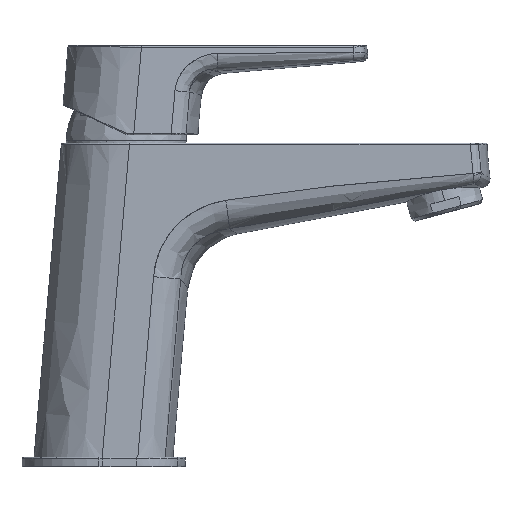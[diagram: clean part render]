
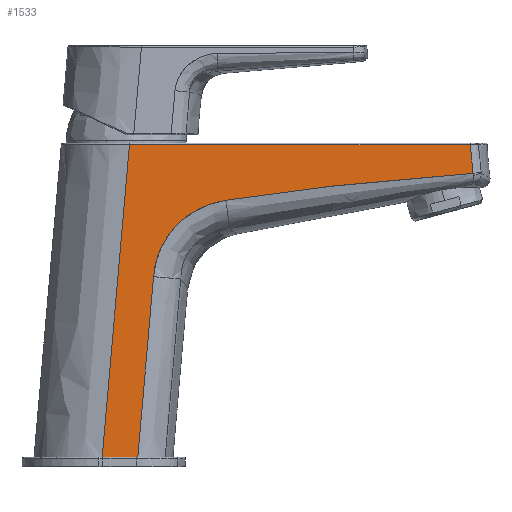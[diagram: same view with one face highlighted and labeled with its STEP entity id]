
A CAD part, left-side view. The second image highlights one B-rep face of the part: STEP entity #1533.
In plain terms, the highlighted planar face has unit normal (-0.999, -0.05, -0.004).
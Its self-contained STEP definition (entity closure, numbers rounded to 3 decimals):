
#1533=ADVANCED_FACE('',(#4729),#55855,.T.);
#4729=FACE_OUTER_BOUND('',#7930,.T.);
#7930=EDGE_LOOP('',(#12862,#12863,#12864,#12865,#12866,#12867,#12868));
#12862=ORIENTED_EDGE('',*,*,#31083,.F.);
#12863=ORIENTED_EDGE('',*,*,#30756,.F.);
#12864=ORIENTED_EDGE('',*,*,#31024,.F.);
#12865=ORIENTED_EDGE('',*,*,#31054,.T.);
#12866=ORIENTED_EDGE('',*,*,#31033,.F.);
#12867=ORIENTED_EDGE('',*,*,#31081,.T.);
#12868=ORIENTED_EDGE('',*,*,#31082,.T.);
#30756=EDGE_CURVE('',#49766,#49765,#40264,.T.);
#31024=EDGE_CURVE('',#49948,#49766,#40532,.T.);
#31033=EDGE_CURVE('',#49954,#49953,#40541,.T.);
#31054=EDGE_CURVE('',#49948,#49953,#40562,.T.);
#31081=EDGE_CURVE('',#49954,#49890,#40589,.T.);
#31082=EDGE_CURVE('',#49890,#49891,#40590,.T.);
#31083=EDGE_CURVE('',#49765,#49891,#40591,.T.);
#40264=B_SPLINE_CURVE_WITH_KNOTS('',3,(#84047,#84048,#84049,#84050,#84051,
#84052,#84053,#84054,#84055,#84056),.UNSPECIFIED.,.F.,.F.,(4,1,1,1,1,1,
1,4),(1.009,1.152,1.294,1.437,
1.58,1.723,1.866,2.009),
 .UNSPECIFIED.);
#40532=B_SPLINE_CURVE_WITH_KNOTS('',3,(#86691,#86692,#86693,#86694,#86695,
#86696,#86697,#86698,#86699,#86700),.UNSPECIFIED.,.F.,.F.,(4,1,1,1,1,1,
1,4),(2.,2.122,2.27,2.417,2.564,
2.711,2.859,3.),.UNSPECIFIED.);
#40541=B_SPLINE_CURVE_WITH_KNOTS('',3,(#86778,#86779,#86780,#86781,#86782,
#86783,#86784,#86785,#86786,#86787),.UNSPECIFIED.,.F.,.F.,(4,1,1,1,1,1,
1,4),(2.347,2.491,2.635,2.778,
2.922,3.066,3.209,3.347),
 .UNSPECIFIED.);
#40562=B_SPLINE_CURVE_WITH_KNOTS('',3,(#86976,#86977,#86978,#86979),
 .UNSPECIFIED.,.F.,.F.,(4,4),(2.012,3.012),
 .UNSPECIFIED.);
#40589=B_SPLINE_CURVE_WITH_KNOTS('',3,(#87419,#87420,#87421,#87422,#87423,
#87424,#87425,#87426,#87427,#87428,#87429,#87430,#87431,#87432,#87433,#87434,
#87435,#87436,#87437,#87438,#87439,#87440,#87441,#87442,#87443,#87444,#87445,
#87446),.UNSPECIFIED.,.F.,.F.,(4,2,2,2,2,2,2,2,2,2,2,2,2,4),(4.011,
4.015,4.033,4.067,4.137,4.231,
4.326,4.373,4.42,4.512,4.571,
4.629,4.637,4.638),.UNSPECIFIED.);
#40590=B_SPLINE_CURVE_WITH_KNOTS('',3,(#87447,#87448,#87449,#87450,#87451,
#87452,#87453,#87454,#87455,#87456,#87457,#87458,#87459,#87460,#87461,#87462,
#87463,#87464,#87465,#87466,#87467,#87468),.UNSPECIFIED.,.F.,.F.,(4,2,2,
2,2,2,2,2,2,2,4),(4.638,4.652,4.685,4.753,
4.888,5.263,5.45,5.637,5.731,
5.825,6.012),.UNSPECIFIED.);
#40591=B_SPLINE_CURVE_WITH_KNOTS('',3,(#87469,#87470,#87471,#87472,#87473,
#87474,#87475,#87476,#87477,#87478),.UNSPECIFIED.,.F.,.F.,(4,1,1,1,1,1,
1,4),(0.052,0.053,0.055,0.056,
0.057,0.059,0.06,0.061),
 .UNSPECIFIED.);
#49765=VERTEX_POINT('',#82784);
#49766=VERTEX_POINT('',#82785);
#49890=VERTEX_POINT('',#82909);
#49891=VERTEX_POINT('',#82910);
#49948=VERTEX_POINT('',#82967);
#49953=VERTEX_POINT('',#82972);
#49954=VERTEX_POINT('',#82973);
#55855=PLANE('',#59079);
#59079=AXIS2_PLACEMENT_3D('',#71957,#61768,$);
#61768=DIRECTION('',(-0.999,-0.05,-0.004));
#71957=CARTESIAN_POINT('',(-20.952,-0.997,2.333));
#82784=CARTESIAN_POINT('',(-15.418,-120.576,104.498));
#82785=CARTESIAN_POINT('',(-20.952,-9.936,104.498));
#82909=CARTESIAN_POINT('',(-19.311,-41.16,86.443));
#82910=CARTESIAN_POINT('',(-15.331,-121.497,95.208));
#82967=CARTESIAN_POINT('',(-20.952,-1.056,3.));
#82972=CARTESIAN_POINT('',(-20.374,-12.616,3.));
#82973=CARTESIAN_POINT('',(-20.374,-17.745,61.627));
#84047=CARTESIAN_POINT('',(-20.952,-9.936,104.498));
#84048=CARTESIAN_POINT('',(-20.689,-15.204,104.498));
#84049=CARTESIAN_POINT('',(-20.161,-25.741,104.498));
#84050=CARTESIAN_POINT('',(-19.371,-41.547,104.498));
#84051=CARTESIAN_POINT('',(-18.58,-57.353,104.498));
#84052=CARTESIAN_POINT('',(-17.79,-73.159,104.498));
#84053=CARTESIAN_POINT('',(-16.999,-88.964,104.498));
#84054=CARTESIAN_POINT('',(-16.209,-104.77,104.498));
#84055=CARTESIAN_POINT('',(-15.682,-115.307,104.498));
#84056=CARTESIAN_POINT('',(-15.418,-120.576,104.498));
#86691=CARTESIAN_POINT('',(-20.952,-1.056,3.));
#86692=CARTESIAN_POINT('',(-20.952,-1.418,7.136));
#86693=CARTESIAN_POINT('',(-20.952,-2.215,16.257));
#86694=CARTESIAN_POINT('',(-20.952,-3.449,30.361));
#86695=CARTESIAN_POINT('',(-20.952,-4.758,45.312));
#86696=CARTESIAN_POINT('',(-20.952,-6.066,60.264));
#86697=CARTESIAN_POINT('',(-20.952,-7.374,75.215));
#86698=CARTESIAN_POINT('',(-20.952,-8.664,89.96));
#86699=CARTESIAN_POINT('',(-20.952,-9.518,99.721));
#86700=CARTESIAN_POINT('',(-20.952,-9.936,104.498));
#86778=CARTESIAN_POINT('',(-20.374,-17.745,61.627));
#86779=CARTESIAN_POINT('',(-20.374,-17.499,58.818));
#86780=CARTESIAN_POINT('',(-20.374,-17.008,53.201));
#86781=CARTESIAN_POINT('',(-20.374,-16.271,44.776));
#86782=CARTESIAN_POINT('',(-20.374,-15.534,36.35));
#86783=CARTESIAN_POINT('',(-20.374,-14.797,27.925));
#86784=CARTESIAN_POINT('',(-20.374,-14.06,19.499));
#86785=CARTESIAN_POINT('',(-20.374,-13.333,11.191));
#86786=CARTESIAN_POINT('',(-20.374,-12.851,5.691));
#86787=CARTESIAN_POINT('',(-20.374,-12.616,3.));
#86976=CARTESIAN_POINT('',(-20.952,-1.056,3.));
#86977=CARTESIAN_POINT('',(-20.759,-4.909,3.));
#86978=CARTESIAN_POINT('',(-20.567,-8.763,3.));
#86979=CARTESIAN_POINT('',(-20.374,-12.616,3.));
#87419=CARTESIAN_POINT('',(-20.374,-17.745,61.627));
#87420=CARTESIAN_POINT('',(-20.374,-17.752,61.708));
#87421=CARTESIAN_POINT('',(-20.374,-17.76,61.789));
#87422=CARTESIAN_POINT('',(-20.374,-17.8,62.21));
#87423=CARTESIAN_POINT('',(-20.373,-17.838,62.55));
#87424=CARTESIAN_POINT('',(-20.371,-17.97,63.568));
#87425=CARTESIAN_POINT('',(-20.369,-18.08,64.242));
#87426=CARTESIAN_POINT('',(-20.357,-18.487,66.261));
#87427=CARTESIAN_POINT('',(-20.345,-18.85,67.57));
#87428=CARTESIAN_POINT('',(-20.303,-19.946,70.601));
#87429=CARTESIAN_POINT('',(-20.271,-20.733,72.229));
#87430=CARTESIAN_POINT('',(-20.187,-22.69,75.385));
#87431=CARTESIAN_POINT('',(-20.135,-23.851,76.878));
#87432=CARTESIAN_POINT('',(-20.047,-25.789,78.884));
#87433=CARTESIAN_POINT('',(-20.016,-26.46,79.512));
#87434=CARTESIAN_POINT('',(-19.951,-27.872,80.703));
#87435=CARTESIAN_POINT('',(-19.917,-28.603,81.258));
#87436=CARTESIAN_POINT('',(-19.811,-30.856,82.796));
#87437=CARTESIAN_POINT('',(-19.735,-32.453,83.669));
#87438=CARTESIAN_POINT('',(-19.604,-35.159,84.846));
#87439=CARTESIAN_POINT('',(-19.553,-36.228,85.237));
#87440=CARTESIAN_POINT('',(-19.446,-38.423,85.897));
#87441=CARTESIAN_POINT('',(-19.392,-39.53,86.159));
#87442=CARTESIAN_POINT('',(-19.329,-40.799,86.384));
#87443=CARTESIAN_POINT('',(-19.322,-40.94,86.408));
#87444=CARTESIAN_POINT('',(-19.314,-41.108,86.435));
#87445=CARTESIAN_POINT('',(-19.313,-41.134,86.439));
#87446=CARTESIAN_POINT('',(-19.311,-41.16,86.443));
#87447=CARTESIAN_POINT('',(-19.311,-41.16,86.443));
#87448=CARTESIAN_POINT('',(-19.298,-41.426,86.486));
#87449=CARTESIAN_POINT('',(-19.285,-41.693,86.528));
#87450=CARTESIAN_POINT('',(-19.24,-42.613,86.674));
#87451=CARTESIAN_POINT('',(-19.207,-43.266,86.776));
#87452=CARTESIAN_POINT('',(-19.111,-45.227,87.08));
#87453=CARTESIAN_POINT('',(-19.046,-46.535,87.278));
#87454=CARTESIAN_POINT('',(-18.852,-50.461,87.859));
#87455=CARTESIAN_POINT('',(-18.723,-53.08,88.23));
#87456=CARTESIAN_POINT('',(-18.233,-62.985,89.575));
#87457=CARTESIAN_POINT('',(-17.872,-70.28,90.448));
#87458=CARTESIAN_POINT('',(-17.329,-81.245,91.624));
#87459=CARTESIAN_POINT('',(-17.148,-84.903,91.992));
#87460=CARTESIAN_POINT('',(-16.785,-92.218,92.697));
#87461=CARTESIAN_POINT('',(-16.603,-95.874,93.033));
#87462=CARTESIAN_POINT('',(-16.331,-101.363,93.52));
#87463=CARTESIAN_POINT('',(-16.24,-103.197,93.68));
#87464=CARTESIAN_POINT('',(-16.058,-106.859,93.994));
#87465=CARTESIAN_POINT('',(-15.967,-108.689,94.148));
#87466=CARTESIAN_POINT('',(-15.695,-114.178,94.608));
#87467=CARTESIAN_POINT('',(-15.513,-117.838,94.91));
#87468=CARTESIAN_POINT('',(-15.331,-121.497,95.208));
#87469=CARTESIAN_POINT('',(-15.418,-120.576,104.498));
#87470=CARTESIAN_POINT('',(-15.414,-120.618,104.071));
#87471=CARTESIAN_POINT('',(-15.406,-120.705,103.2));
#87472=CARTESIAN_POINT('',(-15.394,-120.836,101.884));
#87473=CARTESIAN_POINT('',(-15.381,-120.968,100.549));
#87474=CARTESIAN_POINT('',(-15.369,-121.101,99.213));
#87475=CARTESIAN_POINT('',(-15.356,-121.233,97.878));
#87476=CARTESIAN_POINT('',(-15.344,-121.365,96.543));
#87477=CARTESIAN_POINT('',(-15.335,-121.453,95.653));
#87478=CARTESIAN_POINT('',(-15.331,-121.497,95.208));
